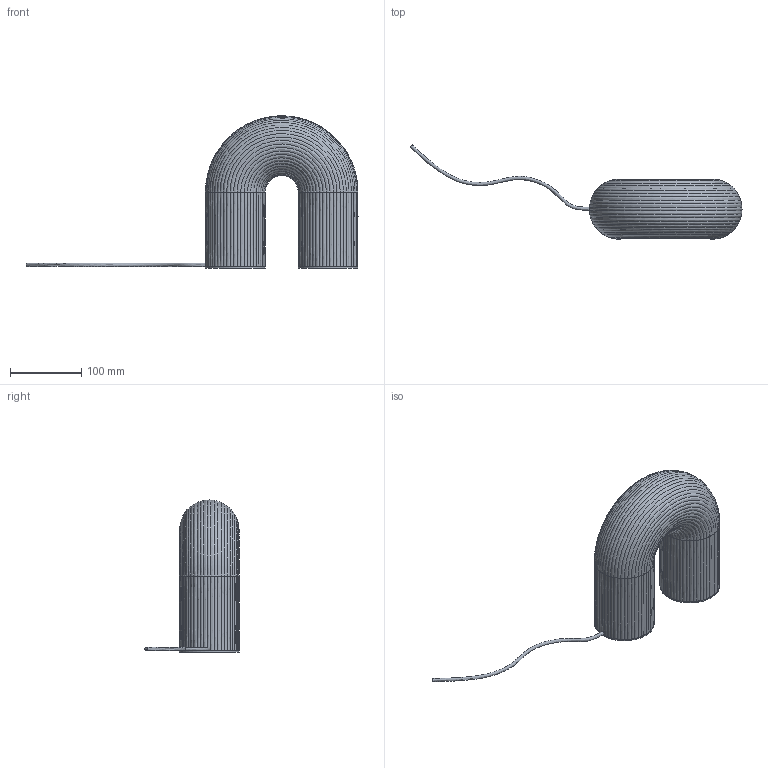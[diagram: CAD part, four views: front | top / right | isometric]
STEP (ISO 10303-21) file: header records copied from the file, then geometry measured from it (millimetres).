
FILE_DESCRIPTION(/* description */ (''),/* implementation_level */ '2;1');
FILE_NAME(/* name */ 'VBO8MS~0',/* time_stamp */ '2020-03-27T16:22:52+01:00',/* author */ (''),/* organization */ (''),/* preprocessor_version */ 'ST-DEVELOPER v16.5',/* originating_system */ '',/* authorisation */ '');
FILE_SCHEMA (('AUTOMOTIVE_DESIGN'));
Length unit declared in the file: millimetre
Products named in the file (1): Document
Bounding box: 465.8 x 132.25 x 213.81 mm (x, y, z)
Volume: 420745 mm3; surface area: 242636.6 mm2
Topology: 12 solids, 12 shells, 341 faces, 780 edges, 480 vertices
Faces by surface type: bspline 187, plane 154
Entity records: 26622 total; most frequent: CARTESIAN_POINT 21797, ORIENTED_EDGE 1536, EDGE_CURVE 768, VERTEX_POINT 466, EDGE_LOOP 374, ADVANCED_FACE 341, FACE_OUTER_BOUND 341, B_SPLINE_CURVE_WITH_KNOTS 331
